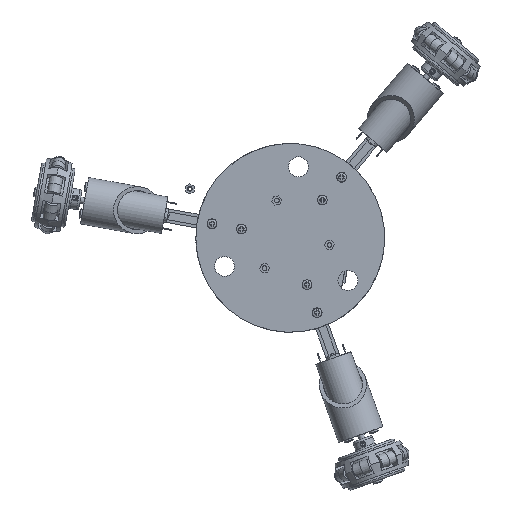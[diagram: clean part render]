
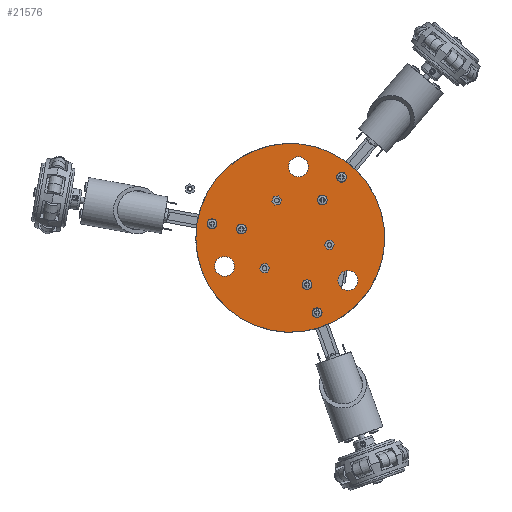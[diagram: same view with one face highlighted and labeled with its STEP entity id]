
A CAD part, front view. The second image highlights one B-rep face of the part: STEP entity #21576.
In plain terms, the highlighted planar face has unit normal (0, -1, 0).
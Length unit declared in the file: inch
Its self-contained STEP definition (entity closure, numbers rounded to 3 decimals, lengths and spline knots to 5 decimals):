
#5328=PLANE($,#23045);
#6238=FACE_BOUND($,#8085,.T.);
#6239=FACE_BOUND($,#8086,.T.);
#6240=FACE_BOUND($,#8087,.T.);
#6241=FACE_BOUND($,#8088,.T.);
#6242=FACE_BOUND($,#8089,.T.);
#6243=FACE_BOUND($,#8090,.T.);
#6244=FACE_BOUND($,#8091,.T.);
#6245=FACE_BOUND($,#8092,.T.);
#6246=FACE_BOUND($,#8093,.T.);
#6247=FACE_BOUND($,#8094,.T.);
#6248=FACE_BOUND($,#8095,.T.);
#6249=FACE_BOUND($,#8096,.T.);
#6250=FACE_BOUND($,#8097,.T.);
#8085=EDGE_LOOP($,(#15750));
#8086=EDGE_LOOP($,(#15751));
#8087=EDGE_LOOP($,(#15752));
#8088=EDGE_LOOP($,(#15753));
#8089=EDGE_LOOP($,(#15754));
#8090=EDGE_LOOP($,(#15755));
#8091=EDGE_LOOP($,(#15756));
#8092=EDGE_LOOP($,(#15757));
#8093=EDGE_LOOP($,(#15758));
#8094=EDGE_LOOP($,(#15759));
#8095=EDGE_LOOP($,(#15760));
#8096=EDGE_LOOP($,(#15761));
#8097=EDGE_LOOP($,(#15762));
#9733=CIRCLE($,#22911,0.25);
#9735=CIRCLE($,#22916,0.06);
#9737=CIRCLE($,#22921,0.06);
#9739=CIRCLE($,#22924,0.0675);
#9741=CIRCLE($,#22927,0.25);
#9743=CIRCLE($,#22932,0.06);
#9745=CIRCLE($,#22937,0.06);
#9747=CIRCLE($,#22940,0.0675);
#9781=CIRCLE($,#22985,2.375);
#9791=CIRCLE($,#23011,0.0675);
#9792=CIRCLE($,#23013,0.25);
#9793=CIRCLE($,#23015,0.06);
#9795=CIRCLE($,#23018,0.06);
#10482=VERTEX_POINT($,#31445);
#10492=VERTEX_POINT($,#31468);
#10502=VERTEX_POINT($,#31491);
#10504=VERTEX_POINT($,#31496);
#10506=VERTEX_POINT($,#31501);
#10516=VERTEX_POINT($,#31524);
#10526=VERTEX_POINT($,#31547);
#10528=VERTEX_POINT($,#31552);
#10562=VERTEX_POINT($,#31651);
#10579=VERTEX_POINT($,#31714);
#10580=VERTEX_POINT($,#31717);
#10581=VERTEX_POINT($,#31720);
#10583=VERTEX_POINT($,#31725);
#12470=EDGE_CURVE($,#10482,#10482,#9733,.T.);
#12480=EDGE_CURVE($,#10492,#10492,#9735,.T.);
#12490=EDGE_CURVE($,#10502,#10502,#9737,.T.);
#12492=EDGE_CURVE($,#10504,#10504,#9739,.T.);
#12494=EDGE_CURVE($,#10506,#10506,#9741,.T.);
#12504=EDGE_CURVE($,#10516,#10516,#9743,.T.);
#12514=EDGE_CURVE($,#10526,#10526,#9745,.T.);
#12516=EDGE_CURVE($,#10528,#10528,#9747,.T.);
#12570=EDGE_CURVE($,#10562,#10562,#9781,.T.);
#12600=EDGE_CURVE($,#10579,#10579,#9791,.T.);
#12601=EDGE_CURVE($,#10580,#10580,#9792,.T.);
#12602=EDGE_CURVE($,#10581,#10581,#9793,.T.);
#12604=EDGE_CURVE($,#10583,#10583,#9795,.T.);
#15750=ORIENTED_EDGE($,*,*,#12470,.T.);
#15751=ORIENTED_EDGE($,*,*,#12480,.T.);
#15752=ORIENTED_EDGE($,*,*,#12490,.T.);
#15753=ORIENTED_EDGE($,*,*,#12492,.T.);
#15754=ORIENTED_EDGE($,*,*,#12494,.T.);
#15755=ORIENTED_EDGE($,*,*,#12504,.T.);
#15756=ORIENTED_EDGE($,*,*,#12514,.T.);
#15757=ORIENTED_EDGE($,*,*,#12516,.T.);
#15758=ORIENTED_EDGE($,*,*,#12600,.T.);
#15759=ORIENTED_EDGE($,*,*,#12601,.T.);
#15760=ORIENTED_EDGE($,*,*,#12602,.T.);
#15761=ORIENTED_EDGE($,*,*,#12604,.T.);
#15762=ORIENTED_EDGE($,*,*,#12570,.T.);
#21576=ADVANCED_FACE($,(#6238,#6239,#6240,#6241,#6242,#6243,#6244,#6245,
#6246,#6247,#6248,#6249,#6250),#5328,.F.);
#22911=AXIS2_PLACEMENT_3D($,#31446,#25131,#25132);
#22916=AXIS2_PLACEMENT_3D($,#31469,#25149,#25150);
#22921=AXIS2_PLACEMENT_3D($,#31492,#25167,#25168);
#22924=AXIS2_PLACEMENT_3D($,#31497,#25173,#25174);
#22927=AXIS2_PLACEMENT_3D($,#31502,#25179,#25180);
#22932=AXIS2_PLACEMENT_3D($,#31525,#25197,#25198);
#22937=AXIS2_PLACEMENT_3D($,#31548,#25215,#25216);
#22940=AXIS2_PLACEMENT_3D($,#31553,#25221,#25222);
#22985=AXIS2_PLACEMENT_3D($,#31652,#25331,#25332);
#23011=AXIS2_PLACEMENT_3D($,#31715,#25403,#25404);
#23013=AXIS2_PLACEMENT_3D($,#31718,#25407,#25408);
#23015=AXIS2_PLACEMENT_3D($,#31721,#25411,#25412);
#23018=AXIS2_PLACEMENT_3D($,#31726,#25417,#25418);
#23045=AXIS2_PLACEMENT_3D($,#31796,#25495,#25496);
#25131=DIRECTION('center_axis',(0.,1.,0.));
#25132=DIRECTION('ref_axis',(0.5,0.,-0.866));
#25149=DIRECTION('center_axis',(0.,1.,0.));
#25150=DIRECTION('ref_axis',(0.5,0.,-0.866));
#25167=DIRECTION('center_axis',(0.,1.,0.));
#25168=DIRECTION('ref_axis',(0.5,0.,-0.866));
#25173=DIRECTION('center_axis',(0.,1.,0.));
#25174=DIRECTION('ref_axis',(0.5,0.,-0.866));
#25179=DIRECTION('center_axis',(0.,1.,0.));
#25180=DIRECTION('ref_axis',(0.5,0.,0.866));
#25197=DIRECTION('center_axis',(0.,1.,0.));
#25198=DIRECTION('ref_axis',(0.5,0.,0.866));
#25215=DIRECTION('center_axis',(0.,1.,0.));
#25216=DIRECTION('ref_axis',(0.5,0.,0.866));
#25221=DIRECTION('center_axis',(0.,1.,0.));
#25222=DIRECTION('ref_axis',(0.5,0.,0.866));
#25331=DIRECTION('center_axis',(0.,-1.,0.));
#25332=DIRECTION('ref_axis',(1.,0.,0.));
#25403=DIRECTION('center_axis',(0.,1.,0.));
#25404=DIRECTION('ref_axis',(-1.,0.,0.));
#25407=DIRECTION('center_axis',(0.,1.,0.));
#25408=DIRECTION('ref_axis',(-1.,0.,0.));
#25411=DIRECTION('center_axis',(0.,1.,0.));
#25412=DIRECTION('ref_axis',(-1.,0.,0.));
#25417=DIRECTION('center_axis',(0.,1.,0.));
#25418=DIRECTION('ref_axis',(-1.,0.,0.));
#25495=DIRECTION('center_axis',(0.,1.,0.));
#25496=DIRECTION('ref_axis',(0.,0.,1.));
#31445=CARTESIAN_POINT('',(0.67404,0.,1.83253));
#31446=CARTESIAN_POINT('Origin',(0.79904,0.,1.61603));
#31468=CARTESIAN_POINT('',(1.70205,0.,1.05196));
#31469=CARTESIAN_POINT('Origin',(1.73205,0.,1.));
#31491=CARTESIAN_POINT('',(1.05253,0.,0.67696));
#31492=CARTESIAN_POINT('Origin',(1.08253,0.,0.625));
#31496=CARTESIAN_POINT('',(-0.89978,0.,-0.44154));
#31497=CARTESIAN_POINT('Origin',(-0.86603,0.,-0.5));
#31501=CARTESIAN_POINT('',(-1.92404,0.,-0.33253));
#31502=CARTESIAN_POINT('Origin',(-1.79904,0.,-0.11603));
#31524=CARTESIAN_POINT('',(-1.76205,0.,0.94804));
#31525=CARTESIAN_POINT('Origin',(-1.73205,0.,1.));
#31547=CARTESIAN_POINT('',(-1.11253,0.,0.57304));
#31548=CARTESIAN_POINT('Origin',(-1.08253,0.,0.625));
#31552=CARTESIAN_POINT('',(0.83228,0.,-0.55846));
#31553=CARTESIAN_POINT('Origin',(0.86603,0.,-0.5));
#31651=CARTESIAN_POINT('',(-2.375,0.,0.));
#31652=CARTESIAN_POINT('Origin',(0.,0.,0.));
#31714=CARTESIAN_POINT('',(0.0675,0.,1.));
#31715=CARTESIAN_POINT('Origin',(0.,0.,1.));
#31717=CARTESIAN_POINT('',(1.25,0.,-1.5));
#31718=CARTESIAN_POINT('Origin',(1.,0.,-1.5));
#31720=CARTESIAN_POINT('',(0.06,0.,-2.));
#31721=CARTESIAN_POINT('Origin',(0.,0.,-2.));
#31725=CARTESIAN_POINT('',(0.06,0.,-1.25));
#31726=CARTESIAN_POINT('Origin',(0.,0.,-1.25));
#31796=CARTESIAN_POINT('Origin',(0.,0.,0.));
